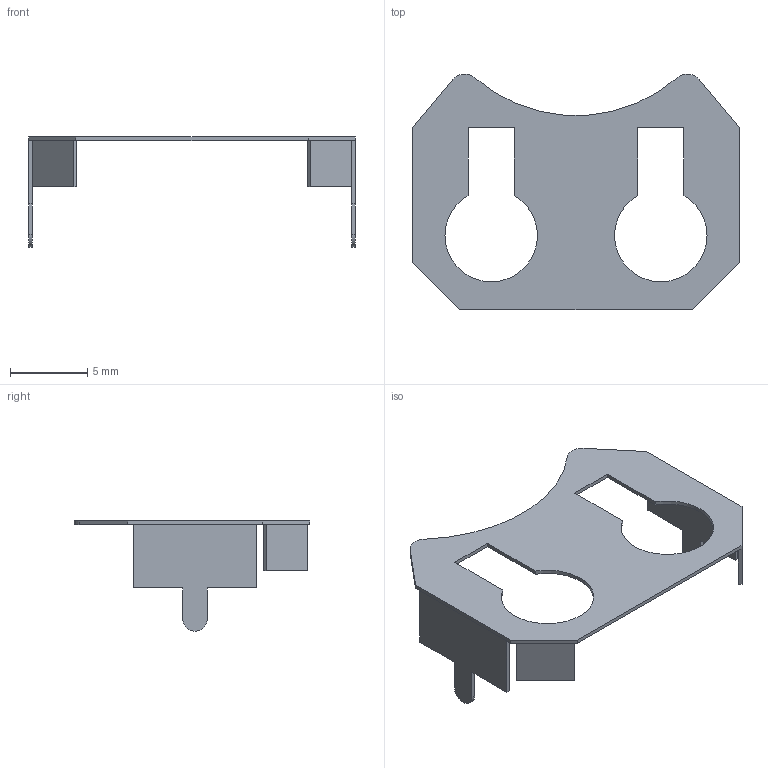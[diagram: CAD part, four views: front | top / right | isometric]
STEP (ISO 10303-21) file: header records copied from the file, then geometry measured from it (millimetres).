
FILE_DESCRIPTION(('FreeCAD Model'),'2;1');
FILE_NAME('BK-913.step', '2016-07-24T10:09:06',('Author'),(''), 'Open CASCADE STEP processor 6.8','FreeCAD','Unknown');
FILE_SCHEMA(('AUTOMOTIVE_DESIGN_CC2 { 1 2 10303 214 -1 1 5 4 }'));
Length unit declared in the file: millimetre
Products named in the file (11): ASSEMBLY; Pad002; Pad001; Pad; Sketch; Sketch003; Sketch004; Sketch001; Sketch002; Pad005; Pad006
Assembly tree (10 placements, depth 2):
  ASSEMBLY
    Pad002
    Pad001
    Pad
    Sketch
    Sketch003
    Sketch004
    Sketch001
    Sketch002
    Pad005
    Pad006
Bounding box: 21.2 x 15.3 x 7.15 mm (x, y, z)
Volume: 230.8 mm3; surface area: 1986 mm2
Topology: 5 solids, 5 shells, 124 faces, 372 edges, 300 vertices
Faces by surface type: plane 102, cylinder 22
Entity records: 8745 total; most frequent: CARTESIAN_POINT 1491, DIRECTION 1349, LINE 937, VECTOR 937, ORIENTED_EDGE 660, PCURVE 660, DEFINITIONAL_REPRESENTATION 660, EDGE_CURVE 330
